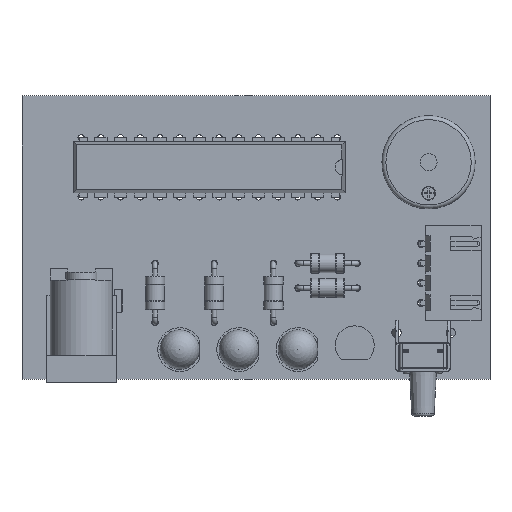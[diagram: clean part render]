
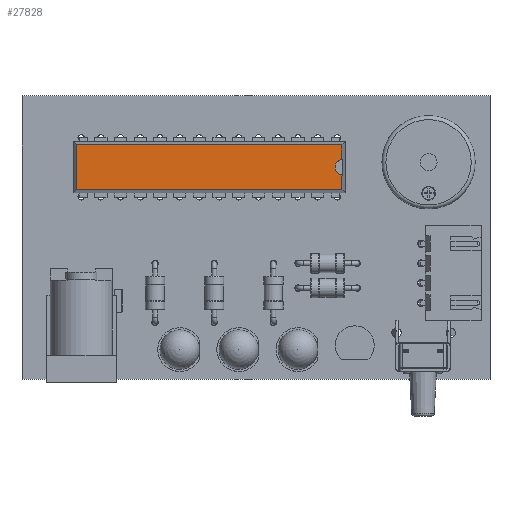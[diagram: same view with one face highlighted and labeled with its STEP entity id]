
A CAD part, top view. The second image highlights one B-rep face of the part: STEP entity #27828.
In plain terms, the highlighted planar face has unit normal (0, 0, 1).
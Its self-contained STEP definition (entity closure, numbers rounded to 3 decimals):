
#2437=PLANE('',#29781);
#3422=FACE_OUTER_BOUND('',#5173,.T.);
#5173=EDGE_LOOP('',(#21825,#21826,#21827,#21828,#21829,#21830));
#7526=LINE('',#42453,#10198);
#7530=LINE('',#42460,#10202);
#7547=LINE('',#42495,#10219);
#7551=LINE('',#42502,#10223);
#7553=LINE('',#42505,#10225);
#10198=VECTOR('',#34224,1.);
#10202=VECTOR('',#34228,1.);
#10219=VECTOR('',#34261,1.);
#10223=VECTOR('',#34267,1.);
#10225=VECTOR('',#34271,1.);
#11833=CIRCLE('',#29767,1.);
#13651=VERTEX_POINT('',#42446);
#13652=VERTEX_POINT('',#42448);
#13653=VERTEX_POINT('',#42452);
#13656=VERTEX_POINT('',#42458);
#13666=VERTEX_POINT('',#42494);
#13668=VERTEX_POINT('',#42501);
#16544=EDGE_CURVE('',#13652,#13651,#11833,.T.);
#16546=EDGE_CURVE('',#13652,#13653,#7526,.T.);
#16550=EDGE_CURVE('',#13656,#13651,#7530,.T.);
#16567=EDGE_CURVE('',#13653,#13666,#7547,.T.);
#16571=EDGE_CURVE('',#13666,#13668,#7551,.T.);
#16573=EDGE_CURVE('',#13668,#13656,#7553,.T.);
#21825=ORIENTED_EDGE('',*,*,#16544,.T.);
#21826=ORIENTED_EDGE('',*,*,#16550,.F.);
#21827=ORIENTED_EDGE('',*,*,#16573,.F.);
#21828=ORIENTED_EDGE('',*,*,#16571,.F.);
#21829=ORIENTED_EDGE('',*,*,#16567,.F.);
#21830=ORIENTED_EDGE('',*,*,#16546,.F.);
#27828=ADVANCED_FACE('',(#3422),#2437,.T.);
#29767=AXIS2_PLACEMENT_3D('',#42449,#34218,#34219);
#29781=AXIS2_PLACEMENT_3D('',#42508,#34275,#34276);
#34218=DIRECTION('center_axis',(0.,0.,
-1.));
#34219=DIRECTION('ref_axis',(0.,1.,0.));
#34224=DIRECTION('',(0.,1.,0.));
#34228=DIRECTION('',(0.,1.,0.));
#34261=DIRECTION('',(1.,0.,0.));
#34267=DIRECTION('',(0.,-1.,0.));
#34271=DIRECTION('',(-1.,0.,0.));
#34275=DIRECTION('center_axis',(0.,0.,
1.));
#34276=DIRECTION('ref_axis',(0.,1.,0.));
#42446=CARTESIAN_POINT('',(-17.1,-0.995,5.08));
#42448=CARTESIAN_POINT('',(-17.1,0.995,5.08));
#42449=CARTESIAN_POINT('Origin',(-17.2,0.,5.08));
#42452=CARTESIAN_POINT('',(-17.1,2.9,5.08));
#42453=CARTESIAN_POINT('',(-17.1,0.,5.08));
#42458=CARTESIAN_POINT('',(-17.1,-2.9,5.08));
#42460=CARTESIAN_POINT('',(-17.1,0.,5.08));
#42494=CARTESIAN_POINT('',(17.1,2.9,5.08));
#42495=CARTESIAN_POINT('',(0.,2.9,5.08));
#42501=CARTESIAN_POINT('',(17.1,-2.9,5.08));
#42502=CARTESIAN_POINT('',(17.1,0.,5.08));
#42505=CARTESIAN_POINT('',(0.,-2.9,5.08));
#42508=CARTESIAN_POINT('Origin',(0.,0.,
5.08));
